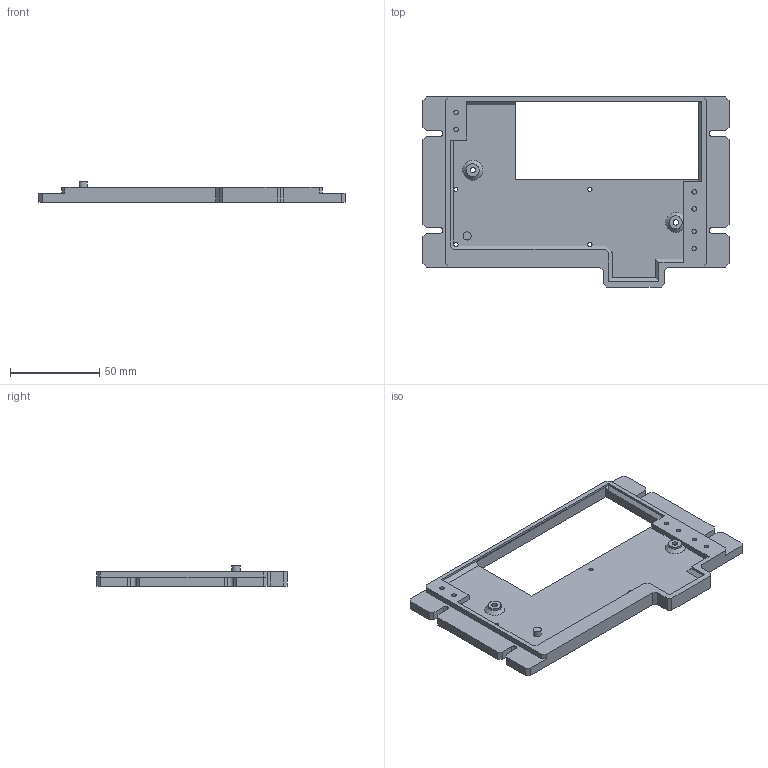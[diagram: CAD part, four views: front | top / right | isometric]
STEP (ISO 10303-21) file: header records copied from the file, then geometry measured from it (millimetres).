
FILE_DESCRIPTION(/* description */ ('STEP AP242','CAx-IF Rec.Pracs.---Representation and Presentation of Product Manufacturing Information (PMI)---4.0---2014-10-13','CAx-IF Rec.Pracs.---3D Tessellated Geometry---0.4---2014-09-14','2;1'),/* implementation_level */ '2;1');
FILE_NAME(/* name */ '632c326042732454060c208f',/* time_stamp */ '2022-09-22T10:01:04+00:00',/* author */ (''),/* organization */ (''),/* preprocessor_version */ 'ST-DEVELOPER v18.102',/* originating_system */ ' ',/* authorisation */ ' ');
FILE_SCHEMA (('AP242_MANAGED_MODEL_BASED_3D_ENGINEERING_MIM_LF { 1 0 10303 442 1 1 4 }'));
Length unit declared in the file: metre
Products named in the file (2): Part 2; bottom
Bounding box: 171.45 x 106.46 x 11.43 mm (x, y, z)
Volume: 70246.5 mm3; surface area: 32131.8 mm2
Topology: 2 solids, 2 shells, 112 faces, 296 edges, 193 vertices
Faces by surface type: plane 85, cylinder 19, cone 8
Full cylindrical faces by diameter (mm): 2.388 x4, 2.54 x6, 3.048 x2, 4.572 x1, 7.303 x2
Entity records: 3326 total; most frequent: CARTESIAN_POINT 572, DIRECTION 541, ORIENTED_EDGE 532, EDGE_CURVE 266, LINE 217, VECTOR 217, VERTEX_POINT 186, AXIS2_PLACEMENT_3D 162
